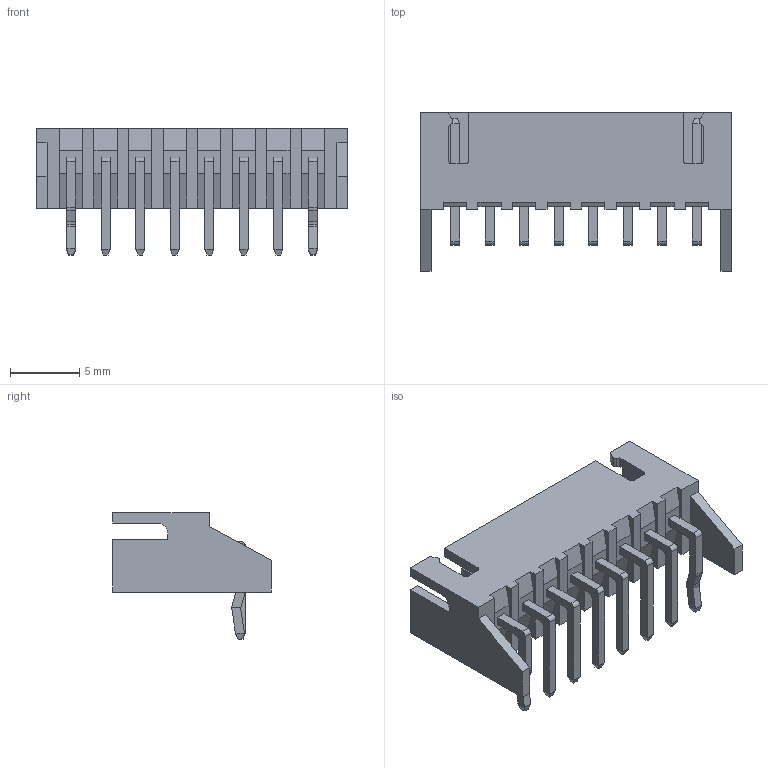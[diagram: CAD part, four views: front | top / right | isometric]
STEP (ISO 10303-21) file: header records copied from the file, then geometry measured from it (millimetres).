
FILE_DESCRIPTION (( 'STEP AP203' ), '1' );
FILE_NAME ('14K-508-421-AD1.STEP', '2024-02-22T15:48:39', ( '' ), ( '' ), 'SwSTEP 2.0', 'SolidWorks 2023', '' );
FILE_SCHEMA (( 'CONFIG_CONTROL_DESIGN' ));
Length unit declared in the file: millimetre
Products named in the file (4): 14K Series Pin with Stabilizer_16; 14K Series Pin Header Insulator with Stabilizer_508; 14K Series Pin with Stabilizer_21; 14K-508-421-AD1
Assembly tree (9 placements, depth 2):
  14K-508-421-AD1
    14K Series Pin Header Insulator with Stabilizer_508
    14K Series Pin with Stabilizer_21  x2
    14K Series Pin with Stabilizer_16  x6
Bounding box: 22.5 x 11.5 x 9.17 mm (x, y, z)
Volume: 464.9 mm3; surface area: 1342.3 mm2
Topology: 9 solids, 9 shells, 330 faces, 872 edges, 560 vertices
Faces by surface type: plane 293, cylinder 37
Entity records: 6486 total; most frequent: CARTESIAN_POINT 1054, ORIENTED_EDGE 1036, DIRECTION 964, EDGE_CURVE 518, VECTOR 464, LINE 464, VERTEX_POINT 340, AXIS2_PLACEMENT_3D 250
